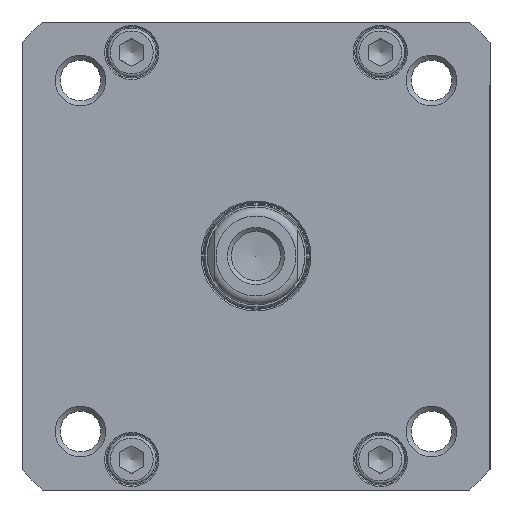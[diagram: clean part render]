
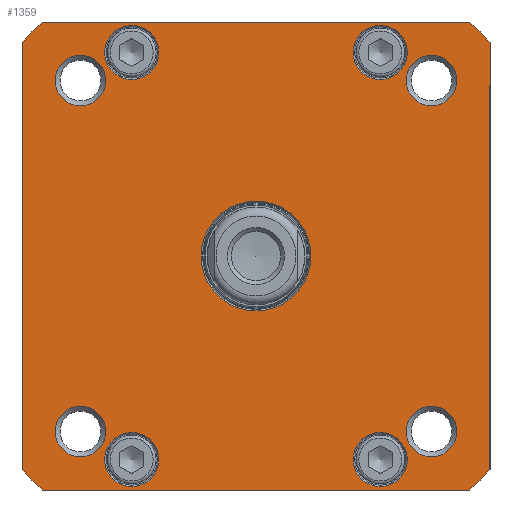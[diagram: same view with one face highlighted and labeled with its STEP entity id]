
A CAD part, front view. The second image highlights one B-rep face of the part: STEP entity #1359.
In plain terms, the highlighted planar face has unit normal (0, -1, 0).
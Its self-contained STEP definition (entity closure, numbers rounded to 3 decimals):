
#1185=CARTESIAN_POINT('',(0.,-97.35,0.));
#1186=DIRECTION('',(0.0,1.0,0.0));
#1187=DIRECTION('',(0.0,0.0,1.0));
#1188=AXIS2_PLACEMENT_3D('',#1185,#1186,#1187);
#1189=PLANE('',#1188);
#1190=CARTESIAN_POINT('',(43.829,-97.35,48.));
#1191=VERTEX_POINT('',#1190);
#1192=CARTESIAN_POINT('',(48.,-97.35,43.829));
#1193=VERTEX_POINT('',#1192);
#1194=CARTESIAN_POINT('',(0.0,-97.35,0.0));
#1195=DIRECTION('',(0.0,1.0,0.0));
#1196=DIRECTION('',(0.674,0.0,0.738));
#1197=AXIS2_PLACEMENT_3D('',#1194,#1195,#1196);
#1198=CIRCLE('',#1197,65.);
#1199=EDGE_CURVE('',#1191,#1193,#1198,.T.);
#1200=ORIENTED_EDGE('',*,*,#1199,.F.);
#1201=CARTESIAN_POINT('',(-43.829,-97.35,48.));
#1202=VERTEX_POINT('',#1201);
#1203=CARTESIAN_POINT('',(-43.829,-97.35,48.));
#1204=DIRECTION('',(1.0,0.0,0.0));
#1205=VECTOR('',#1204,87.658);
#1206=LINE('',#1203,#1205);
#1207=EDGE_CURVE('',#1202,#1191,#1206,.T.);
#1208=ORIENTED_EDGE('',*,*,#1207,.F.);
#1209=CARTESIAN_POINT('',(-48.,-97.35,43.829));
#1210=VERTEX_POINT('',#1209);
#1211=CARTESIAN_POINT('',(0.0,-97.35,0.0));
#1212=DIRECTION('',(0.0,1.0,0.0));
#1213=DIRECTION('',(-0.738,0.0,0.674));
#1214=AXIS2_PLACEMENT_3D('',#1211,#1212,#1213);
#1215=CIRCLE('',#1214,65.0);
#1216=EDGE_CURVE('',#1210,#1202,#1215,.T.);
#1217=ORIENTED_EDGE('',*,*,#1216,.F.);
#1218=CARTESIAN_POINT('',(-48.,-97.35,-43.829));
#1219=VERTEX_POINT('',#1218);
#1220=CARTESIAN_POINT('',(-48.,-97.35,-43.829));
#1221=DIRECTION('',(0.0,0.0,1.0));
#1222=VECTOR('',#1221,87.658);
#1223=LINE('',#1220,#1222);
#1224=EDGE_CURVE('',#1219,#1210,#1223,.T.);
#1225=ORIENTED_EDGE('',*,*,#1224,.F.);
#1226=CARTESIAN_POINT('',(-43.829,-97.35,-48.));
#1227=VERTEX_POINT('',#1226);
#1228=CARTESIAN_POINT('',(0.0,-97.35,0.0));
#1229=DIRECTION('',(0.0,1.0,0.0));
#1230=DIRECTION('',(-0.674,0.0,-0.738));
#1231=AXIS2_PLACEMENT_3D('',#1228,#1229,#1230);
#1232=CIRCLE('',#1231,65.0);
#1233=EDGE_CURVE('',#1227,#1219,#1232,.T.);
#1234=ORIENTED_EDGE('',*,*,#1233,.F.);
#1235=CARTESIAN_POINT('',(43.829,-97.35,-48.));
#1236=VERTEX_POINT('',#1235);
#1237=CARTESIAN_POINT('',(43.829,-97.35,-48.));
#1238=DIRECTION('',(-1.0,0.0,0.0));
#1239=VECTOR('',#1238,87.658);
#1240=LINE('',#1237,#1239);
#1241=EDGE_CURVE('',#1236,#1227,#1240,.T.);
#1242=ORIENTED_EDGE('',*,*,#1241,.F.);
#1243=CARTESIAN_POINT('',(48.,-97.35,-43.829));
#1244=VERTEX_POINT('',#1243);
#1245=CARTESIAN_POINT('',(0.0,-97.35,0.0));
#1246=DIRECTION('',(0.0,1.0,0.0));
#1247=DIRECTION('',(0.738,0.0,-0.674));
#1248=AXIS2_PLACEMENT_3D('',#1245,#1246,#1247);
#1249=CIRCLE('',#1248,65.0);
#1250=EDGE_CURVE('',#1244,#1236,#1249,.T.);
#1251=ORIENTED_EDGE('',*,*,#1250,.F.);
#1252=CARTESIAN_POINT('',(48.,-97.35,43.829));
#1253=DIRECTION('',(0.0,0.0,-1.0));
#1254=VECTOR('',#1253,87.658);
#1255=LINE('',#1252,#1254);
#1256=EDGE_CURVE('',#1193,#1244,#1255,.T.);
#1257=ORIENTED_EDGE('',*,*,#1256,.F.);
#1258=EDGE_LOOP('',(#1200,#1208,#1217,#1225,#1234,#1242,#1251,#1257));
#1259=FACE_OUTER_BOUND('',#1258,.T.);
#1260=CARTESIAN_POINT('',(-30.812,-97.35,-36.));
#1261=VERTEX_POINT('',#1260);
#1262=CARTESIAN_POINT('',(-36.,-97.35,-36.));
#1263=DIRECTION('',(0.0,-1.0,0.0));
#1264=DIRECTION('',(-1.0,0.0,0.0));
#1265=AXIS2_PLACEMENT_3D('',#1262,#1263,#1264);
#1266=CIRCLE('',#1265,5.188);
#1267=EDGE_CURVE('',#1261,#1261,#1266,.T.);
#1268=ORIENTED_EDGE('',*,*,#1267,.F.);
#1269=EDGE_LOOP('',(#1268));
#1270=FACE_BOUND('',#1269,.T.);
#1271=CARTESIAN_POINT('',(41.188,-97.35,36.));
#1272=VERTEX_POINT('',#1271);
#1273=CARTESIAN_POINT('',(36.,-97.35,36.));
#1274=DIRECTION('',(0.0,-1.0,0.0));
#1275=DIRECTION('',(-1.0,0.0,0.0));
#1276=AXIS2_PLACEMENT_3D('',#1273,#1274,#1275);
#1277=CIRCLE('',#1276,5.188);
#1278=EDGE_CURVE('',#1272,#1272,#1277,.T.);
#1279=ORIENTED_EDGE('',*,*,#1278,.F.);
#1280=EDGE_LOOP('',(#1279));
#1281=FACE_BOUND('',#1280,.T.);
#1282=CARTESIAN_POINT('',(-19.95,-97.35,-41.75));
#1283=VERTEX_POINT('',#1282);
#1284=CARTESIAN_POINT('',(-25.5,-97.35,-41.75));
#1285=DIRECTION('',(0.0,-1.0,0.0));
#1286=DIRECTION('',(-1.0,0.0,0.0));
#1287=AXIS2_PLACEMENT_3D('',#1284,#1285,#1286);
#1288=CIRCLE('',#1287,5.55);
#1289=EDGE_CURVE('',#1283,#1283,#1288,.T.);
#1290=ORIENTED_EDGE('',*,*,#1289,.F.);
#1291=EDGE_LOOP('',(#1290));
#1292=FACE_BOUND('',#1291,.T.);
#1293=CARTESIAN_POINT('',(31.05,-97.35,41.75));
#1294=VERTEX_POINT('',#1293);
#1295=CARTESIAN_POINT('',(25.5,-97.35,41.75));
#1296=DIRECTION('',(0.0,-1.0,0.0));
#1297=DIRECTION('',(-1.0,0.0,0.0));
#1298=AXIS2_PLACEMENT_3D('',#1295,#1296,#1297);
#1299=CIRCLE('',#1298,5.55);
#1300=EDGE_CURVE('',#1294,#1294,#1299,.T.);
#1301=ORIENTED_EDGE('',*,*,#1300,.F.);
#1302=EDGE_LOOP('',(#1301));
#1303=FACE_BOUND('',#1302,.T.);
#1304=CARTESIAN_POINT('',(-11.25,-97.35,0.));
#1305=VERTEX_POINT('',#1304);
#1306=CARTESIAN_POINT('',(0.0,-97.35,0.0));
#1307=DIRECTION('',(0.0,-1.0,0.0));
#1308=DIRECTION('',(1.0,0.0,0.0));
#1309=AXIS2_PLACEMENT_3D('',#1306,#1307,#1308);
#1310=CIRCLE('',#1309,11.25);
#1311=EDGE_CURVE('',#1305,#1305,#1310,.T.);
#1312=ORIENTED_EDGE('',*,*,#1311,.F.);
#1313=EDGE_LOOP('',(#1312));
#1314=FACE_BOUND('',#1313,.T.);
#1315=CARTESIAN_POINT('',(-19.95,-97.35,41.75));
#1316=VERTEX_POINT('',#1315);
#1317=CARTESIAN_POINT('',(-25.5,-97.35,41.75));
#1318=DIRECTION('',(0.0,-1.0,0.0));
#1319=DIRECTION('',(-1.0,0.0,0.0));
#1320=AXIS2_PLACEMENT_3D('',#1317,#1318,#1319);
#1321=CIRCLE('',#1320,5.55);
#1322=EDGE_CURVE('',#1316,#1316,#1321,.T.);
#1323=ORIENTED_EDGE('',*,*,#1322,.F.);
#1324=EDGE_LOOP('',(#1323));
#1325=FACE_BOUND('',#1324,.T.);
#1326=CARTESIAN_POINT('',(31.05,-97.35,-41.75));
#1327=VERTEX_POINT('',#1326);
#1328=CARTESIAN_POINT('',(25.5,-97.35,-41.75));
#1329=DIRECTION('',(0.0,-1.0,0.0));
#1330=DIRECTION('',(-1.0,0.0,0.0));
#1331=AXIS2_PLACEMENT_3D('',#1328,#1329,#1330);
#1332=CIRCLE('',#1331,5.55);
#1333=EDGE_CURVE('',#1327,#1327,#1332,.T.);
#1334=ORIENTED_EDGE('',*,*,#1333,.F.);
#1335=EDGE_LOOP('',(#1334));
#1336=FACE_BOUND('',#1335,.T.);
#1337=CARTESIAN_POINT('',(-30.812,-97.35,36.));
#1338=VERTEX_POINT('',#1337);
#1339=CARTESIAN_POINT('',(-36.,-97.35,36.));
#1340=DIRECTION('',(0.0,-1.0,0.0));
#1341=DIRECTION('',(-1.0,0.0,0.0));
#1342=AXIS2_PLACEMENT_3D('',#1339,#1340,#1341);
#1343=CIRCLE('',#1342,5.188);
#1344=EDGE_CURVE('',#1338,#1338,#1343,.T.);
#1345=ORIENTED_EDGE('',*,*,#1344,.F.);
#1346=EDGE_LOOP('',(#1345));
#1347=FACE_BOUND('',#1346,.T.);
#1348=CARTESIAN_POINT('',(41.188,-97.35,-36.));
#1349=VERTEX_POINT('',#1348);
#1350=CARTESIAN_POINT('',(36.,-97.35,-36.));
#1351=DIRECTION('',(0.0,-1.0,0.0));
#1352=DIRECTION('',(-1.0,0.0,0.0));
#1353=AXIS2_PLACEMENT_3D('',#1350,#1351,#1352);
#1354=CIRCLE('',#1353,5.188);
#1355=EDGE_CURVE('',#1349,#1349,#1354,.T.);
#1356=ORIENTED_EDGE('',*,*,#1355,.F.);
#1357=EDGE_LOOP('',(#1356));
#1358=FACE_BOUND('',#1357,.T.);
#1359=ADVANCED_FACE('',(#1259,#1270,#1281,#1292,#1303,#1314,#1325,#1336,#1347,#1358),#1189,.F.);
